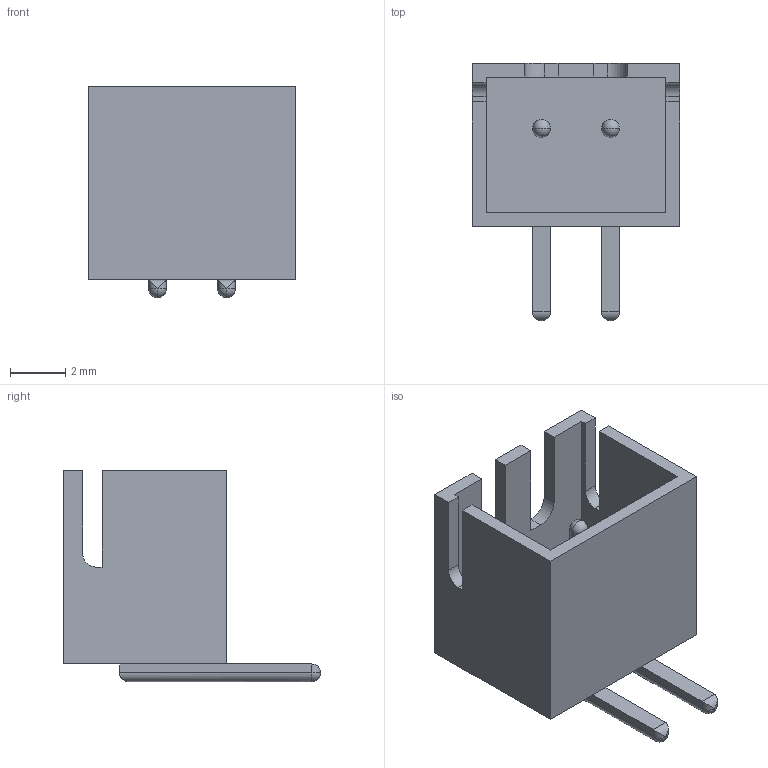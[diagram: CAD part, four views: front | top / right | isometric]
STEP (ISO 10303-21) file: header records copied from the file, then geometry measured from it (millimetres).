
FILE_DESCRIPTION (( 'STEP AP214' ), '1' );
FILE_NAME ('JST-XH-2.5mm-2.STEP', '2018-05-10T14:39:18', ( '' ), ( '' ), 'SwSTEP 2.0', 'SolidWorks 2017', '' );
FILE_SCHEMA (( 'AUTOMOTIVE_DESIGN' ));
Length unit declared in the file: millimetre
Products named in the file (1): JST-XH-2.5mm-2
Bounding box: 7.5 x 9.3 x 7.64 mm (x, y, z)
Volume: 103.9 mm3; surface area: 461 mm2
Topology: 3 solids, 3 shells, 62 faces, 154 edges, 92 vertices
Faces by surface type: plane 34, cylinder 20, sphere 8
Entity records: 1856 total; most frequent: CARTESIAN_POINT 317, DIRECTION 290, ORIENTED_EDGE 284, EDGE_CURVE 142, VECTOR 104, LINE 104, AXIS2_PLACEMENT_3D 93, VERTEX_POINT 88
